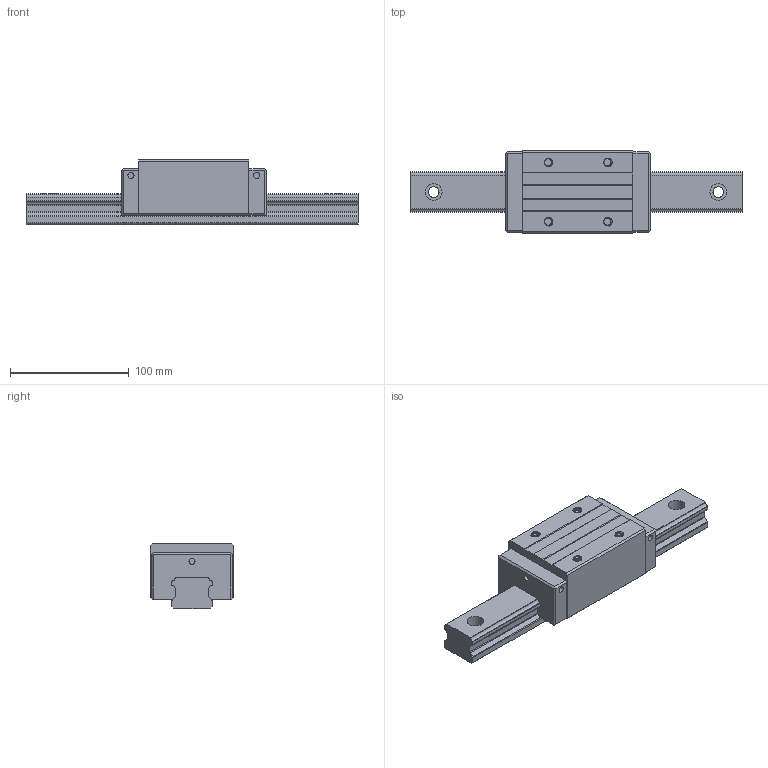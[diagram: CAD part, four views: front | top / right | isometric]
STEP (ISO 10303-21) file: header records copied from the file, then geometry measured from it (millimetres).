
FILE_DESCRIPTION(/* description */ (''),/* implementation_level */ '2;1');
FILE_NAME(/* name */ 'TRH35VL.stp',/* time_stamp */ '2012-09-21T10:02:00+08:00',/* author */ (''),/* organization */ (''),/* preprocessor_version */ 'ST-DEVELOPER v11',/* originating_system */ 'SIEMENS UGS NX 6.0',/* authorisation */ '');
FILE_SCHEMA (('CONFIG_CONTROL_DESIGN'));
Length unit declared in the file: millimetre
Products named in the file (1): fann9E27ofym
Bounding box: 280 x 70 x 55 mm (x, y, z)
Volume: 213329.6 mm3; surface area: 79070.2 mm2
Topology: 1 solids, 2 shells, 158 faces, 517 edges, 373 vertices
Faces by surface type: plane 90, cylinder 60, bspline 8
Full cylindrical faces by diameter (mm): 5.08 x2, 5.2 x4, 6.08 x4, 9 x4, 14 x4
Entity records: 13124 total; most frequent: CARTESIAN_POINT 9187, ORIENTED_EDGE 844, DIRECTION 706, EDGE_CURVE 422, VERTEX_POINT 304, AXIS2_PLACEMENT_3D 255, LINE 196, VECTOR 196
